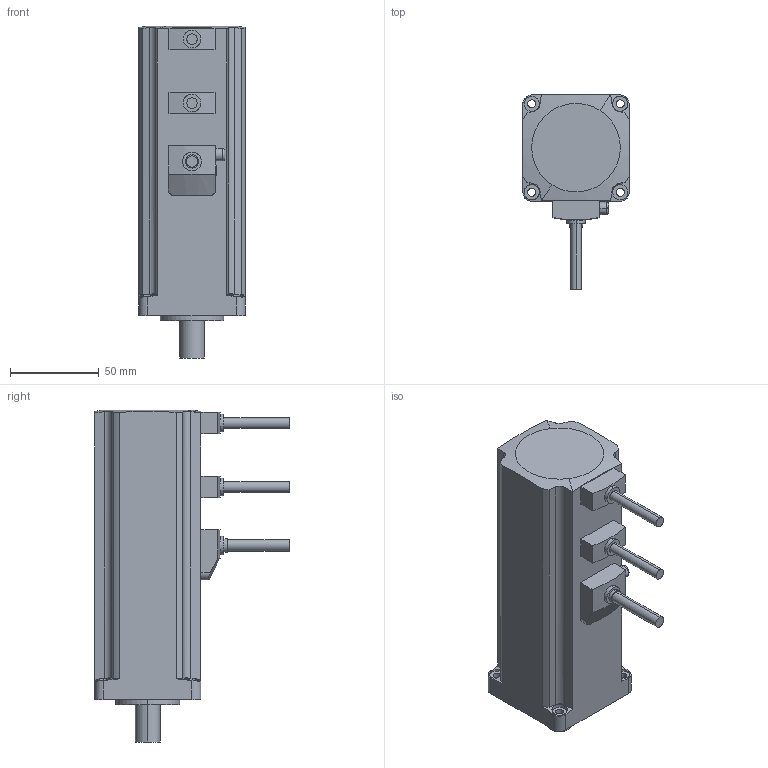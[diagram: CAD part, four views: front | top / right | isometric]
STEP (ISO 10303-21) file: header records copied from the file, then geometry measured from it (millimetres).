
FILE_DESCRIPTION (( 'STEP AP203' ), '1' );
FILE_NAME ('AZXM640MC.STEP', '2022-12-06T04:48:32', ( '' ), ( '' ), 'SwSTEP 2.0', 'SolidWorks 2020', '' );
FILE_SCHEMA (( 'CONFIG_CONTROL_DESIGN' ));
Length unit declared in the file: millimetre
Products named in the file (1): AZXM640MC
Bounding box: 60 x 110 x 187.5 mm (x, y, z)
Volume: 550919.2 mm3; surface area: 49776.8 mm2
Topology: 1 solids, 1 shells, 145 faces, 363 edges, 240 vertices
Faces by surface type: plane 73, cylinder 61, sphere 8, torus 2, bspline 1
Entity records: 5168 total; most frequent: CARTESIAN_POINT 1545, DIRECTION 748, ORIENTED_EDGE 726, EDGE_CURVE 363, AXIS2_PLACEMENT_3D 281, VERTEX_POINT 240, VECTOR 186, LINE 186
